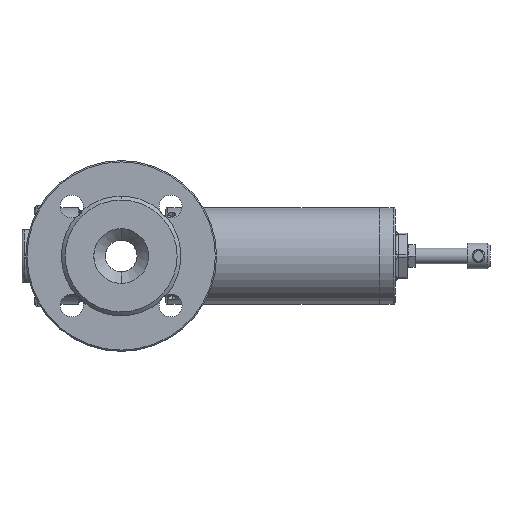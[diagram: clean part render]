
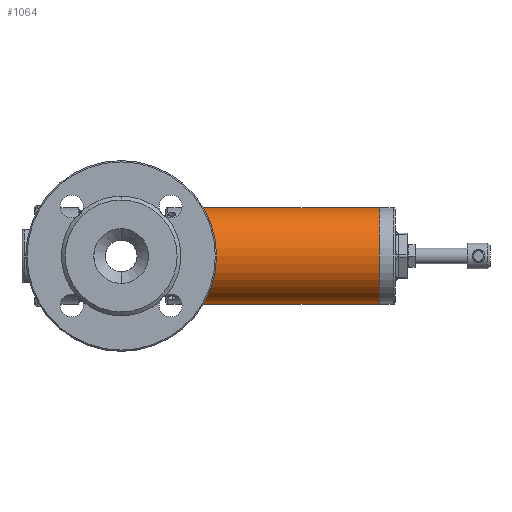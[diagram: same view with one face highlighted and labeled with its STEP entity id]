
A CAD part, left-side view. The second image highlights one B-rep face of the part: STEP entity #1064.
In plain terms, the highlighted cylindrical face has radius 38 mm (diameter 76 mm), a partial arc.
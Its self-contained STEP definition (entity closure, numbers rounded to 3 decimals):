
#514 = DIRECTION ( 'NONE',  ( 0., 1., 0. ) ) ;
#699 = ORIENTED_EDGE ( 'NONE', *, *, #16839, .T. ) ;
#822 = CARTESIAN_POINT ( 'NONE',  ( 0., -61.6, -38. ) ) ;
#929 = CARTESIAN_POINT ( 'NONE',  ( 0., -203., 38. ) ) ;
#1064 = ADVANCED_FACE ( 'NONE', ( #3712 ), #6301, .T. ) ;
#1811 = CIRCLE ( 'NONE', #11909, 38. ) ;
#2811 = DIRECTION ( 'NONE',  ( 0., 0., -1. ) ) ;
#2934 = VERTEX_POINT ( 'NONE', #929 ) ;
#3691 = CARTESIAN_POINT ( 'NONE',  ( 0., -204.5, 0. ) ) ;
#3712 = FACE_OUTER_BOUND ( 'NONE', #15405, .T. ) ;
#3824 = LINE ( 'NONE', #13673, #15481 ) ;
#5769 = CARTESIAN_POINT ( 'NONE',  ( 0., -61.6, 0. ) ) ;
#5857 = CARTESIAN_POINT ( 'NONE',  ( 0., -203., 0. ) ) ;
#6100 = ORIENTED_EDGE ( 'NONE', *, *, #13718, .T. ) ;
#6301 = CYLINDRICAL_SURFACE ( 'NONE', #11727, 38. ) ;
#7104 = VERTEX_POINT ( 'NONE', #14554 ) ;
#7425 = DIRECTION ( 'NONE',  ( 0., 1., 0. ) ) ;
#7877 = VECTOR ( 'NONE', #7425, 1000. ) ;
#7910 = DIRECTION ( 'NONE',  ( 0., 0., 1. ) ) ;
#8743 = DIRECTION ( 'NONE',  ( 0., -1., 0. ) ) ;
#9346 = AXIS2_PLACEMENT_3D ( 'NONE', #5857, #16292, #16358 ) ;
#9555 = CARTESIAN_POINT ( 'NONE',  ( 0., -203., -38. ) ) ;
#9786 = VERTEX_POINT ( 'NONE', #9555 ) ;
#10126 = EDGE_CURVE ( 'NONE', #9786, #2934, #16694, .T. ) ;
#10819 = ORIENTED_EDGE ( 'NONE', *, *, #18950, .F. ) ;
#11727 = AXIS2_PLACEMENT_3D ( 'NONE', #3691, #514, #7910 ) ;
#11909 = AXIS2_PLACEMENT_3D ( 'NONE', #5769, #8743, #2811 ) ;
#11976 = CARTESIAN_POINT ( 'NONE',  ( 0., -204.5, 38. ) ) ;
#12066 = DIRECTION ( 'NONE',  ( 0., 1., 0. ) ) ;
#13313 = ORIENTED_EDGE ( 'NONE', *, *, #10126, .T. ) ;
#13673 = CARTESIAN_POINT ( 'NONE',  ( 0., -204.5, -38. ) ) ;
#13718 = EDGE_CURVE ( 'NONE', #7104, #17769, #1811, .T. ) ;
#14394 = LINE ( 'NONE', #11976, #7877 ) ;
#14554 = CARTESIAN_POINT ( 'NONE',  ( 0., -61.6, 38. ) ) ;
#15405 = EDGE_LOOP ( 'NONE', ( #10819, #13313, #699, #6100 ) ) ;
#15481 = VECTOR ( 'NONE', #12066, 1000. ) ;
#16292 = DIRECTION ( 'NONE',  ( 0., 1., 0. ) ) ;
#16358 = DIRECTION ( 'NONE',  ( 0., 0., -1. ) ) ;
#16694 = CIRCLE ( 'NONE', #9346, 38. ) ;
#16839 = EDGE_CURVE ( 'NONE', #2934, #7104, #14394, .T. ) ;
#17769 = VERTEX_POINT ( 'NONE', #822 ) ;
#18950 = EDGE_CURVE ( 'NONE', #9786, #17769, #3824, .T. ) ;
